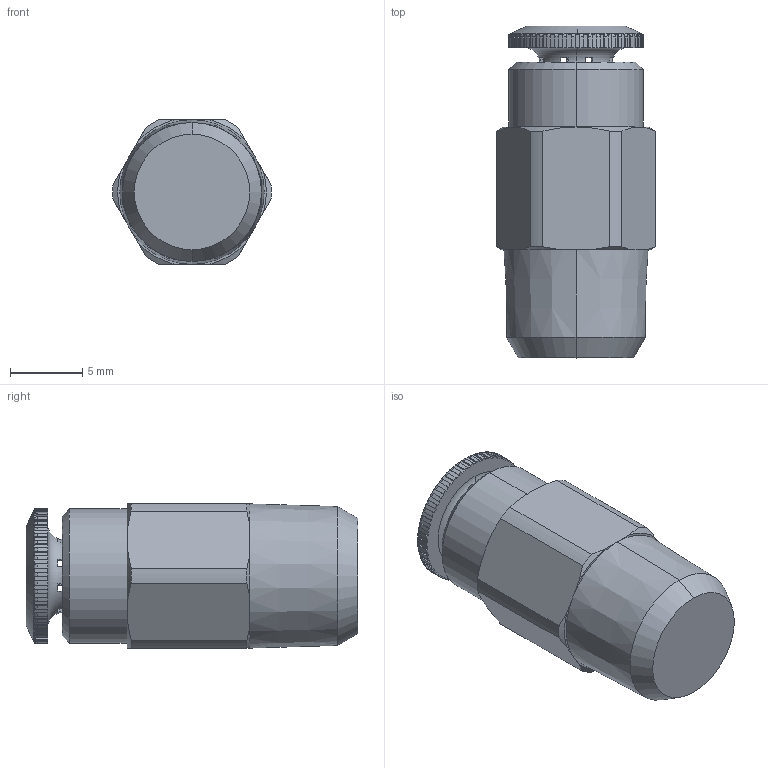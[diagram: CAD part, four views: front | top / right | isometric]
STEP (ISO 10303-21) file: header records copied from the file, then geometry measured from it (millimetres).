
FILE_DESCRIPTION (( 'STEP AP214' ), '1' );
FILE_NAME ('5800000004A.step', '2012-10-16T19:15:15', ( '' ), ( '' ), 'SwSTEP 2.0', 'SolidWorks 2012', '' );
FILE_SCHEMA (( 'AUTOMOTIVE_DESIGN' ));
Length unit declared in the file: millimetre
Products named in the file (1): 5800000004A
Bounding box: 10.99 x 23 x 10 mm (x, y, z)
Volume: 1658.4 mm3; surface area: 957.3 mm2
Topology: 1 solids, 1 shells, 272 faces, 808 edges, 534 vertices
Faces by surface type: plane 186, cylinder 60, cone 20, torus 6
Entity records: 9804 total; most frequent: CARTESIAN_POINT 2253, ORIENTED_EDGE 1616, DIRECTION 1350, EDGE_CURVE 808, VERTEX_POINT 534, AXIS2_PLACEMENT_3D 461, VECTOR 428, LINE 428
